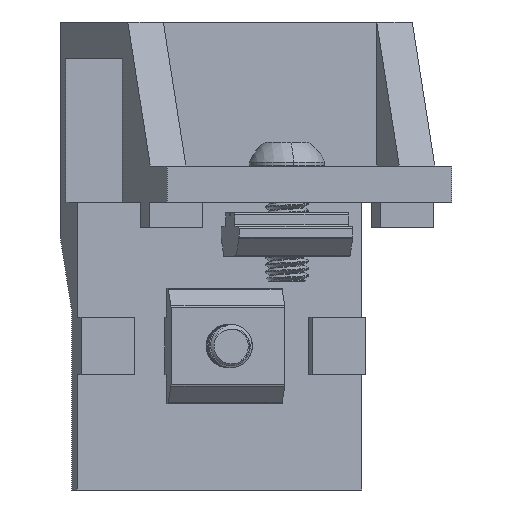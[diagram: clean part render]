
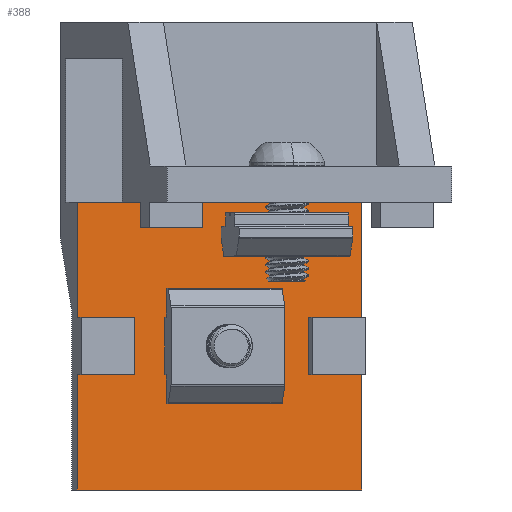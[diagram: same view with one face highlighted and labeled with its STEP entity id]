
A CAD part, left-side view. The second image highlights one B-rep face of the part: STEP entity #388.
In plain terms, the highlighted face is planar.
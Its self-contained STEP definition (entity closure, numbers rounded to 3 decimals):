
#183=CARTESIAN_POINT('',(-80.,-12.5,16.));
#184=VERTEX_POINT('',#183);
#201=CARTESIAN_POINT('',(-80.,-20.,16.));
#202=VERTEX_POINT('',#201);
#209=CARTESIAN_POINT('',(-80.,55.,16.));
#210=DIRECTION('',(0.,-1.,-0.));
#211=VECTOR('',#210,75.);
#212=LINE('',#209,#211);
#213=EDGE_CURVE('',#184,#202,#212,.T.);
#254=CARTESIAN_POINT('',(-80.,-12.5,24.));
#255=VERTEX_POINT('',#254);
#262=CARTESIAN_POINT('',(-80.,-20.,24.));
#263=VERTEX_POINT('',#262);
#264=CARTESIAN_POINT('',(-80.,-20.,24.));
#265=DIRECTION('',(-0.,1.,0.));
#266=VECTOR('',#265,75.);
#267=LINE('',#264,#266);
#268=EDGE_CURVE('',#263,#255,#267,.T.);
#285=CARTESIAN_POINT('',(-80.,-12.5,60.));
#286=DIRECTION('',(-0.,0.,-1.));
#287=VECTOR('',#286,80.);
#288=LINE('',#285,#287);
#289=EDGE_CURVE('',#255,#184,#288,.T.);
#297=CARTESIAN_POINT('',(-80.,-20.,20.));
#298=DIRECTION('',(1.,0.,-0.));
#299=DIRECTION('',(-0.,0.,-1.));
#300=AXIS2_PLACEMENT_3D('',#297,#298,#299);
#301=PLANE('',#300);
#302=CARTESIAN_POINT('',(-80.,-0.,16.75));
#303=VERTEX_POINT('',#302);
#304=CARTESIAN_POINT('',(-80.,-0.,20.));
#305=DIRECTION('',(-1.,-0.,-0.));
#306=DIRECTION('',(-0.,-0.,1.));
#307=AXIS2_PLACEMENT_3D('',#304,#305,#306);
#308=CIRCLE('',#307,3.25);
#309=EDGE_CURVE('',#303,#303,#308,.T.);
#310=ORIENTED_EDGE('',*,*,#309,.T.);
#311=EDGE_LOOP('',(#310));
#312=FACE_BOUND('',#311,.T.);
#313=ORIENTED_EDGE('',*,*,#268,.T.);
#314=ORIENTED_EDGE('',*,*,#289,.T.);
#315=ORIENTED_EDGE('',*,*,#213,.T.);
#316=CARTESIAN_POINT('',(-80.,-20.,0.));
#317=VERTEX_POINT('',#316);
#318=CARTESIAN_POINT('',(-80.,-20.,0.));
#319=DIRECTION('',(0.,-0.,1.));
#320=VECTOR('',#319,160.);
#321=LINE('',#318,#320);
#322=EDGE_CURVE('',#317,#202,#321,.T.);
#323=ORIENTED_EDGE('',*,*,#322,.F.);
#324=CARTESIAN_POINT('',(-80.,20.,0.));
#325=VERTEX_POINT('',#324);
#326=CARTESIAN_POINT('',(-80.,-20.,0.));
#327=DIRECTION('',(-0.,1.,0.));
#328=VECTOR('',#327,400.);
#329=LINE('',#326,#328);
#330=EDGE_CURVE('',#317,#325,#329,.T.);
#331=ORIENTED_EDGE('',*,*,#330,.T.);
#332=CARTESIAN_POINT('',(-80.,20.,16.));
#333=VERTEX_POINT('',#332);
#334=CARTESIAN_POINT('',(-80.,20.,0.));
#335=DIRECTION('',(0.,-0.,1.));
#336=VECTOR('',#335,160.);
#337=LINE('',#334,#336);
#338=EDGE_CURVE('',#325,#333,#337,.T.);
#339=ORIENTED_EDGE('',*,*,#338,.T.);
#340=CARTESIAN_POINT('',(-80.,12.5,16.));
#341=VERTEX_POINT('',#340);
#342=CARTESIAN_POINT('',(-80.,200.,16.));
#343=DIRECTION('',(0.,-1.,-0.));
#344=VECTOR('',#343,75.);
#345=LINE('',#342,#344);
#346=EDGE_CURVE('',#333,#341,#345,.T.);
#347=ORIENTED_EDGE('',*,*,#346,.T.);
#348=CARTESIAN_POINT('',(-80.,12.5,24.));
#349=VERTEX_POINT('',#348);
#350=CARTESIAN_POINT('',(-80.,12.5,-20.));
#351=DIRECTION('',(0.,-0.,1.));
#352=VECTOR('',#351,80.);
#353=LINE('',#350,#352);
#354=EDGE_CURVE('',#341,#349,#353,.T.);
#355=ORIENTED_EDGE('',*,*,#354,.T.);
#356=CARTESIAN_POINT('',(-80.,20.,24.));
#357=VERTEX_POINT('',#356);
#358=CARTESIAN_POINT('',(-80.,125.,24.));
#359=DIRECTION('',(-0.,1.,0.));
#360=VECTOR('',#359,75.);
#361=LINE('',#358,#360);
#362=EDGE_CURVE('',#349,#357,#361,.T.);
#363=ORIENTED_EDGE('',*,*,#362,.T.);
#364=CARTESIAN_POINT('',(-80.,20.,40.));
#365=VERTEX_POINT('',#364);
#366=CARTESIAN_POINT('',(-80.,20.,240.));
#367=DIRECTION('',(0.,-0.,1.));
#368=VECTOR('',#367,160.);
#369=LINE('',#366,#368);
#370=EDGE_CURVE('',#357,#365,#369,.T.);
#371=ORIENTED_EDGE('',*,*,#370,.T.);
#372=CARTESIAN_POINT('',(-80.,-20.,40.));
#373=VERTEX_POINT('',#372);
#374=CARTESIAN_POINT('',(-80.,-20.,40.));
#375=DIRECTION('',(-0.,1.,0.));
#376=VECTOR('',#375,400.);
#377=LINE('',#374,#376);
#378=EDGE_CURVE('',#373,#365,#377,.T.);
#379=ORIENTED_EDGE('',*,*,#378,.F.);
#380=CARTESIAN_POINT('',(-80.,-20.,240.));
#381=DIRECTION('',(0.,-0.,1.));
#382=VECTOR('',#381,160.);
#383=LINE('',#380,#382);
#384=EDGE_CURVE('',#263,#373,#383,.T.);
#385=ORIENTED_EDGE('',*,*,#384,.F.);
#386=EDGE_LOOP('',(#313,#314,#315,#323,#331,#339,#347,#355,#363,#371,#379,#385));
#387=FACE_BOUND('',#386,.T.);
#388=ADVANCED_FACE('',(#312,#387),#301,.T.);
